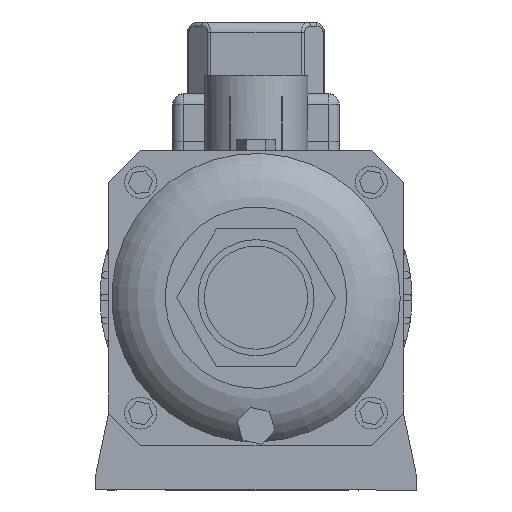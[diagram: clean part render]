
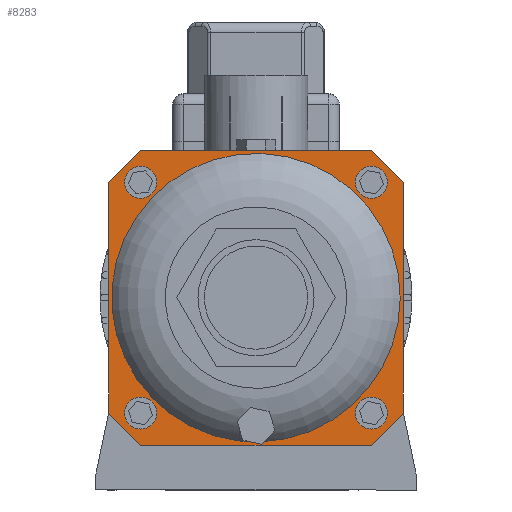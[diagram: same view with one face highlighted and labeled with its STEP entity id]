
A CAD part, left-side view. The second image highlights one B-rep face of the part: STEP entity #8283.
In plain terms, the highlighted planar face has unit normal (-1, 0, 0).
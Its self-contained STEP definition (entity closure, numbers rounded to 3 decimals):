
#164=FACE_BOUND($,#1388,.T.);
#165=FACE_BOUND($,#1389,.T.);
#166=FACE_BOUND($,#1390,.T.);
#167=FACE_BOUND($,#1391,.T.);
#168=FACE_BOUND($,#1392,.T.);
#452=PLANE($,#9056);
#885=FACE_OUTER_BOUND($,#1387,.T.);
#1387=EDGE_LOOP($,(#7284,#7285,#7286,#7287,#7288,#7289,#7290,#7291));
#1388=EDGE_LOOP($,(#7292,#7293));
#1389=EDGE_LOOP($,(#7294));
#1390=EDGE_LOOP($,(#7295));
#1391=EDGE_LOOP($,(#7296));
#1392=EDGE_LOOP($,(#7297));
#1837=CIRCLE($,#9055,7.85);
#1838=CIRCLE($,#9057,67.5);
#1839=CIRCLE($,#9058,7.5);
#1840=CIRCLE($,#9059,7.5);
#1841=CIRCLE($,#9060,7.5);
#1842=CIRCLE($,#9061,7.5);
#2473=LINE($,#14087,#3242);
#2474=LINE($,#14089,#3243);
#2475=LINE($,#14091,#3244);
#2476=LINE($,#14093,#3245);
#2477=LINE($,#14095,#3246);
#2478=LINE($,#14097,#3247);
#2479=LINE($,#14099,#3248);
#2480=LINE($,#14100,#3249);
#3242=VECTOR($,#11089,21.213);
#3243=VECTOR($,#11090,108.);
#3244=VECTOR($,#11091,21.213);
#3245=VECTOR($,#11092,108.);
#3246=VECTOR($,#11093,21.213);
#3247=VECTOR($,#11094,108.);
#3248=VECTOR($,#11095,21.213);
#3249=VECTOR($,#11096,108.);
#4045=VERTEX_POINT($,#14014);
#4046=VERTEX_POINT($,#14015);
#4047=VERTEX_POINT($,#14085);
#4048=VERTEX_POINT($,#14086);
#4049=VERTEX_POINT($,#14088);
#4050=VERTEX_POINT($,#14090);
#4051=VERTEX_POINT($,#14092);
#4052=VERTEX_POINT($,#14094);
#4053=VERTEX_POINT($,#14096);
#4054=VERTEX_POINT($,#14098);
#4055=VERTEX_POINT($,#14102);
#4056=VERTEX_POINT($,#14104);
#4057=VERTEX_POINT($,#14106);
#4058=VERTEX_POINT($,#14108);
#5154=EDGE_CURVE($,#4046,#4045,#1837,.T.);
#5155=EDGE_CURVE($,#4047,#4048,#2473,.T.);
#5156=EDGE_CURVE($,#4047,#4049,#2474,.T.);
#5157=EDGE_CURVE($,#4050,#4049,#2475,.T.);
#5158=EDGE_CURVE($,#4050,#4051,#2476,.T.);
#5159=EDGE_CURVE($,#4052,#4051,#2477,.T.);
#5160=EDGE_CURVE($,#4052,#4053,#2478,.T.);
#5161=EDGE_CURVE($,#4054,#4053,#2479,.T.);
#5162=EDGE_CURVE($,#4054,#4048,#2480,.T.);
#5163=EDGE_CURVE($,#4046,#4045,#1838,.T.);
#5164=EDGE_CURVE($,#4055,#4055,#1839,.T.);
#5165=EDGE_CURVE($,#4056,#4056,#1840,.T.);
#5166=EDGE_CURVE($,#4057,#4057,#1841,.T.);
#5167=EDGE_CURVE($,#4058,#4058,#1842,.T.);
#7284=ORIENTED_EDGE($,*,*,#5155,.F.);
#7285=ORIENTED_EDGE($,*,*,#5156,.T.);
#7286=ORIENTED_EDGE($,*,*,#5157,.F.);
#7287=ORIENTED_EDGE($,*,*,#5158,.T.);
#7288=ORIENTED_EDGE($,*,*,#5159,.F.);
#7289=ORIENTED_EDGE($,*,*,#5160,.T.);
#7290=ORIENTED_EDGE($,*,*,#5161,.F.);
#7291=ORIENTED_EDGE($,*,*,#5162,.T.);
#7292=ORIENTED_EDGE($,*,*,#5154,.T.);
#7293=ORIENTED_EDGE($,*,*,#5163,.F.);
#7294=ORIENTED_EDGE($,*,*,#5164,.T.);
#7295=ORIENTED_EDGE($,*,*,#5165,.T.);
#7296=ORIENTED_EDGE($,*,*,#5166,.T.);
#7297=ORIENTED_EDGE($,*,*,#5167,.T.);
#8283=ADVANCED_FACE($,(#885,#164,#165,#166,#167,#168),#452,.T.);
#9055=AXIS2_PLACEMENT_3D($,#14083,#11085,#11086);
#9056=AXIS2_PLACEMENT_3D($,#14084,#11087,#11088);
#9057=AXIS2_PLACEMENT_3D($,#14101,#11097,#11098);
#9058=AXIS2_PLACEMENT_3D($,#14103,#11099,#11100);
#9059=AXIS2_PLACEMENT_3D($,#14105,#11101,#11102);
#9060=AXIS2_PLACEMENT_3D($,#14107,#11103,#11104);
#9061=AXIS2_PLACEMENT_3D($,#14109,#11105,#11106);
#11085=DIRECTION('center_axis',(1.,0.,0.));
#11086=DIRECTION('ref_axis',(0.,1.,0.));
#11087=DIRECTION('center_axis',(-1.,0.,0.));
#11088=DIRECTION('ref_axis',(0.,-1.,0.));
#11089=DIRECTION($,(0.,0.707,0.707));
#11090=DIRECTION($,(0.,-1.,0.));
#11091=DIRECTION($,(0.,0.707,-0.707));
#11092=DIRECTION($,(0.,0.,1.));
#11093=DIRECTION($,(0.,-0.707,-0.707));
#11094=DIRECTION($,(0.,1.,0.));
#11095=DIRECTION($,(0.,-0.707,0.707));
#11096=DIRECTION($,(0.,0.,-1.));
#11097=DIRECTION('center_axis',(-1.,0.,0.));
#11098=DIRECTION('ref_axis',(0.,-1.,0.));
#11099=DIRECTION('center_axis',(1.,0.,0.));
#11100=DIRECTION('ref_axis',(0.,1.,0.));
#11101=DIRECTION('center_axis',(1.,0.,0.));
#11102=DIRECTION('ref_axis',(0.,1.,0.));
#11103=DIRECTION('center_axis',(1.,0.,0.));
#11104=DIRECTION('ref_axis',(0.,1.,0.));
#11105=DIRECTION('center_axis',(1.,0.,0.));
#11106=DIRECTION('ref_axis',(0.,1.,0.));
#14014=CARTESIAN_POINT('',(-106.429,2.458,22.545));
#14015=CARTESIAN_POINT('',(-106.429,-2.458,22.545));
#14083=CARTESIAN_POINT('Origin',(-106.429,0.,30.));
#14084=CARTESIAN_POINT('Origin',(-106.429,0.,90.));
#14085=CARTESIAN_POINT('',(-106.429,54.,21.));
#14086=CARTESIAN_POINT('',(-106.429,69.,36.));
#14087=CARTESIAN_POINT($,(-106.429,61.5,28.5));
#14088=CARTESIAN_POINT('',(-106.429,-54.,21.));
#14089=CARTESIAN_POINT($,(-106.429,69.,21.));
#14090=CARTESIAN_POINT('',(-106.429,-69.,36.));
#14091=CARTESIAN_POINT($,(-106.429,-61.5,28.5));
#14092=CARTESIAN_POINT('',(-106.429,-69.,144.));
#14093=CARTESIAN_POINT($,(-106.429,-69.,21.));
#14094=CARTESIAN_POINT('',(-106.429,-54.,159.));
#14095=CARTESIAN_POINT($,(-106.429,-61.5,151.5));
#14096=CARTESIAN_POINT('',(-106.429,54.,159.));
#14097=CARTESIAN_POINT($,(-106.429,-69.,159.));
#14098=CARTESIAN_POINT('',(-106.429,69.,144.));
#14099=CARTESIAN_POINT($,(-106.429,61.5,151.5));
#14100=CARTESIAN_POINT($,(-106.429,69.,159.));
#14101=CARTESIAN_POINT('Origin',(-106.429,0.,90.));
#14102=CARTESIAN_POINT('',(-106.429,46.5,144.));
#14103=CARTESIAN_POINT('Origin',(-106.429,54.,144.));
#14104=CARTESIAN_POINT('',(-106.429,-61.5,144.));
#14105=CARTESIAN_POINT('Origin',(-106.429,-54.,144.));
#14106=CARTESIAN_POINT('',(-106.429,46.5,36.));
#14107=CARTESIAN_POINT('Origin',(-106.429,54.,36.));
#14108=CARTESIAN_POINT('',(-106.429,-61.5,36.));
#14109=CARTESIAN_POINT('Origin',(-106.429,-54.,36.));
